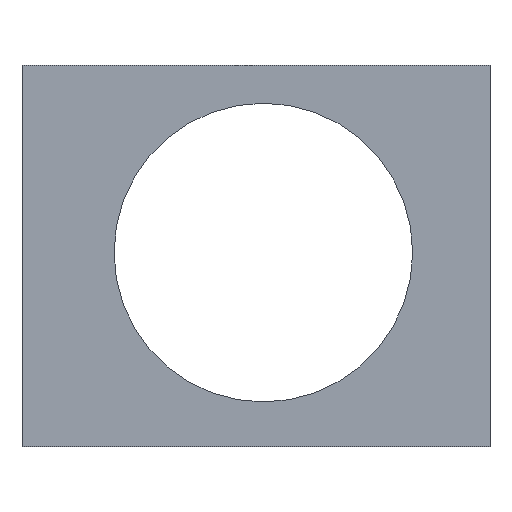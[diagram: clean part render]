
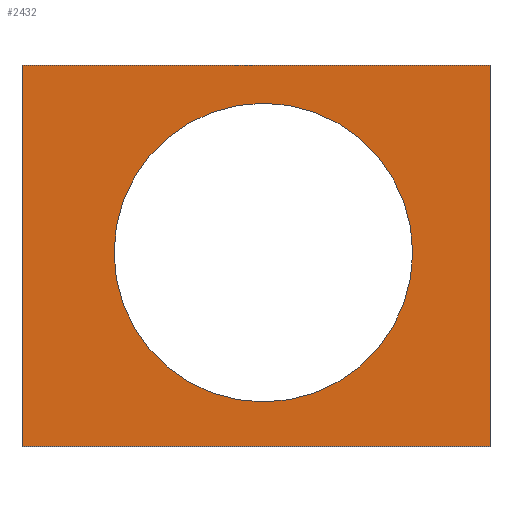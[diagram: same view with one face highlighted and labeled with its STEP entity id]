
A CAD part, top view. The second image highlights one B-rep face of the part: STEP entity #2432.
In plain terms, the highlighted planar face has unit normal (0, 0, 1).
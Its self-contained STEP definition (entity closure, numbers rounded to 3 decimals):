
#2333=CARTESIAN_POINT('',(17.5,14.,0.01));
#2334=VERTEX_POINT('',#2333);
#2341=CARTESIAN_POINT('',(17.5,-14.5,0.01));
#2342=VERTEX_POINT('',#2341);
#2343=CARTESIAN_POINT('',(17.5,-14.5,0.01));
#2344=DIRECTION('',(-0.,1.,0.));
#2345=VECTOR('',#2344,28.5);
#2346=LINE('',#2343,#2345);
#2347=EDGE_CURVE('',#2342,#2334,#2346,.T.);
#2371=CARTESIAN_POINT('',(-17.5,14.,0.01));
#2372=VERTEX_POINT('',#2371);
#2379=CARTESIAN_POINT('',(17.5,14.,0.01));
#2380=DIRECTION('',(-1.,-0.,0.));
#2381=VECTOR('',#2380,35.);
#2382=LINE('',#2379,#2381);
#2383=EDGE_CURVE('',#2334,#2372,#2382,.T.);
#2389=CARTESIAN_POINT('',(0.55,0.,0.01));
#2390=DIRECTION('',(0.,0.,1.));
#2391=DIRECTION('',(1.,0.,0.));
#2392=AXIS2_PLACEMENT_3D('',#2389,#2390,#2391);
#2393=PLANE('',#2392);
#2394=CARTESIAN_POINT('',(11.719,0.,0.01));
#2395=VERTEX_POINT('',#2394);
#2396=CARTESIAN_POINT('',(0.55,11.169,0.01));
#2397=VERTEX_POINT('',#2396);
#2398=CARTESIAN_POINT('',(0.55,0.,0.01));
#2399=DIRECTION('',(-0.,0.,1.));
#2400=DIRECTION('',(0.,1.,-0.));
#2401=AXIS2_PLACEMENT_3D('',#2398,#2399,#2400);
#2402=CIRCLE('',#2401,11.169);
#2403=EDGE_CURVE('',#2395,#2397,#2402,.T.);
#2404=ORIENTED_EDGE('',*,*,#2403,.F.);
#2405=CARTESIAN_POINT('',(0.55,0.,0.01));
#2406=DIRECTION('',(-0.,0.,1.));
#2407=DIRECTION('',(0.,1.,-0.));
#2408=AXIS2_PLACEMENT_3D('',#2405,#2406,#2407);
#2409=CIRCLE('',#2408,11.169);
#2410=EDGE_CURVE('',#2397,#2395,#2409,.T.);
#2411=ORIENTED_EDGE('',*,*,#2410,.F.);
#2412=EDGE_LOOP('',(#2404,#2411));
#2413=FACE_BOUND('',#2412,.T.);
#2414=ORIENTED_EDGE('',*,*,#2347,.T.);
#2415=ORIENTED_EDGE('',*,*,#2383,.T.);
#2416=CARTESIAN_POINT('',(-17.5,-14.5,0.01));
#2417=VERTEX_POINT('',#2416);
#2418=CARTESIAN_POINT('',(-17.5,14.,0.01));
#2419=DIRECTION('',(0.,-1.,0.));
#2420=VECTOR('',#2419,28.5);
#2421=LINE('',#2418,#2420);
#2422=EDGE_CURVE('',#2372,#2417,#2421,.T.);
#2423=ORIENTED_EDGE('',*,*,#2422,.T.);
#2424=CARTESIAN_POINT('',(-17.5,-14.5,0.01));
#2425=DIRECTION('',(1.,0.,-0.));
#2426=VECTOR('',#2425,35.);
#2427=LINE('',#2424,#2426);
#2428=EDGE_CURVE('',#2417,#2342,#2427,.T.);
#2429=ORIENTED_EDGE('',*,*,#2428,.T.);
#2430=EDGE_LOOP('',(#2414,#2415,#2423,#2429));
#2431=FACE_BOUND('',#2430,.T.);
#2432=ADVANCED_FACE('',(#2413,#2431),#2393,.T.);
